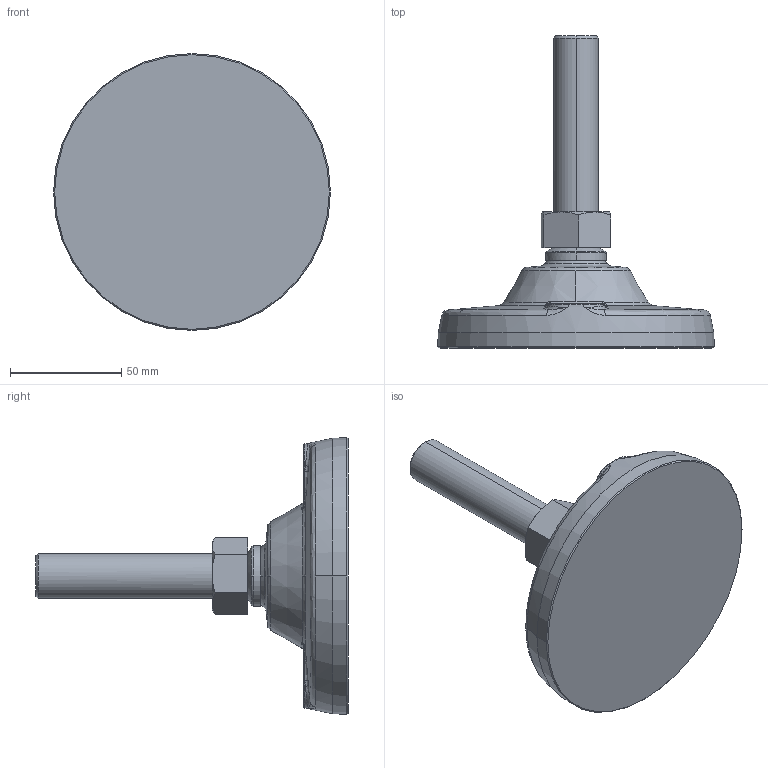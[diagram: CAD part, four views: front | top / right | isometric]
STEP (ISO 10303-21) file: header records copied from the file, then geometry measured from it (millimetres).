
FILE_DESCRIPTION (( 'STEP AP214' ), '1' );
FILE_NAME ('Rexnord-R0869 -618963.STEP', '2023-08-01T11:59:46', ( '' ), ( '' ), 'SwSTEP 2.0', 'SolidWorks 2022', '' );
FILE_SCHEMA (( 'AUTOMOTIVE_DESIGN' ));
Length unit declared in the file: millimetre
Products named in the file (3): Rexnord-R0869 -618963; Rexnord-R0869 -618963_R0869; Rexnord-R0869 -618963_M20
Assembly tree (2 placements, depth 2):
  Rexnord-R0869 -618963
    Rexnord-R0869 -618963_R0869
    Rexnord-R0869 -618963_M20
Bounding box: 124.15 x 140 x 124.15 mm (x, y, z)
Volume: 303191.7 mm3; surface area: 41704.9 mm2
Topology: 2 solids, 2 shells, 124 faces, 300 edges, 178 vertices
Faces by surface type: bspline 66, cone 24, plane 24, cylinder 10
Entity records: 7177 total; most frequent: CARTESIAN_POINT 3401, ORIENTED_EDGE 588, DIRECTION 354, EDGE_CURVE 294, VERTEX_POINT 178, AXIS2_PLACEMENT_3D 150, UNCERTAINTY_MEASURE_WITH_UNIT 130, EDGE_LOOP 130
